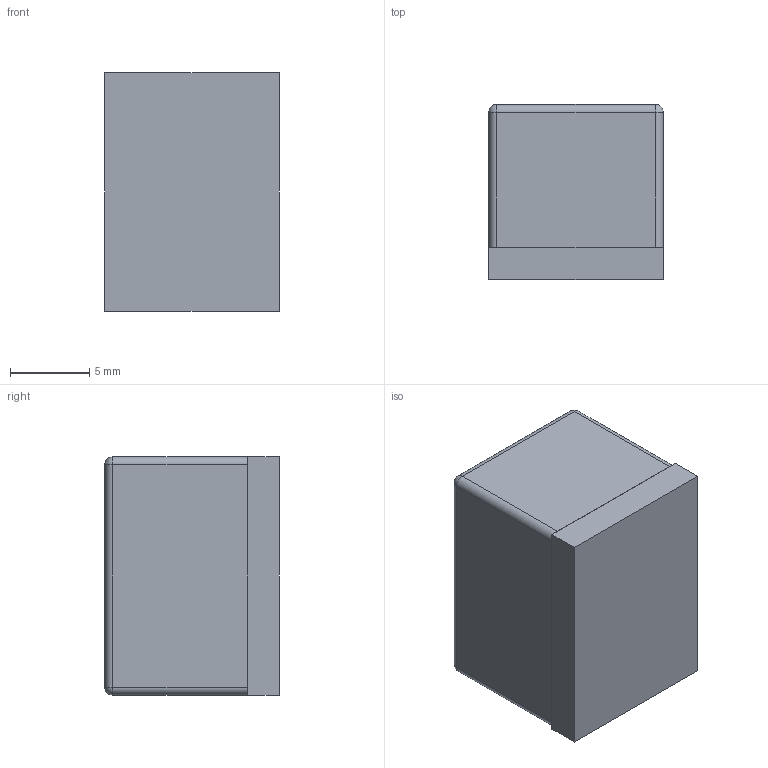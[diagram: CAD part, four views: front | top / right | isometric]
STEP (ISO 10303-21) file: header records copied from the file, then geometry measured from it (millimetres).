
FILE_DESCRIPTION (( 'STEP AP214' ), '1' );
FILE_NAME ('Part1.STEP', '2021-05-19T08:14:07', ( '' ), ( '' ), 'SwSTEP 2.0', 'SolidWorks 2015', '' );
FILE_SCHEMA (( 'AUTOMOTIVE_DESIGN' ));
Length unit declared in the file: millimetre
Products named in the file (2): Part1
Bounding box: 11 x 11 x 15 mm (x, y, z)
Volume: 1809.7 mm3; surface area: 1222.8 mm2
Topology: 2 solids, 2 shells, 132 faces, 331 edges, 214 vertices
Faces by surface type: plane 78, bspline 40, cylinder 10, sphere 4
Entity records: 7593 total; most frequent: CARTESIAN_POINT 3203, ORIENTED_EDGE 654, DIRECTION 455, EDGE_CURVE 327, LINE 227, VECTOR 227, VERTEX_POINT 214, EDGE_LOOP 147
